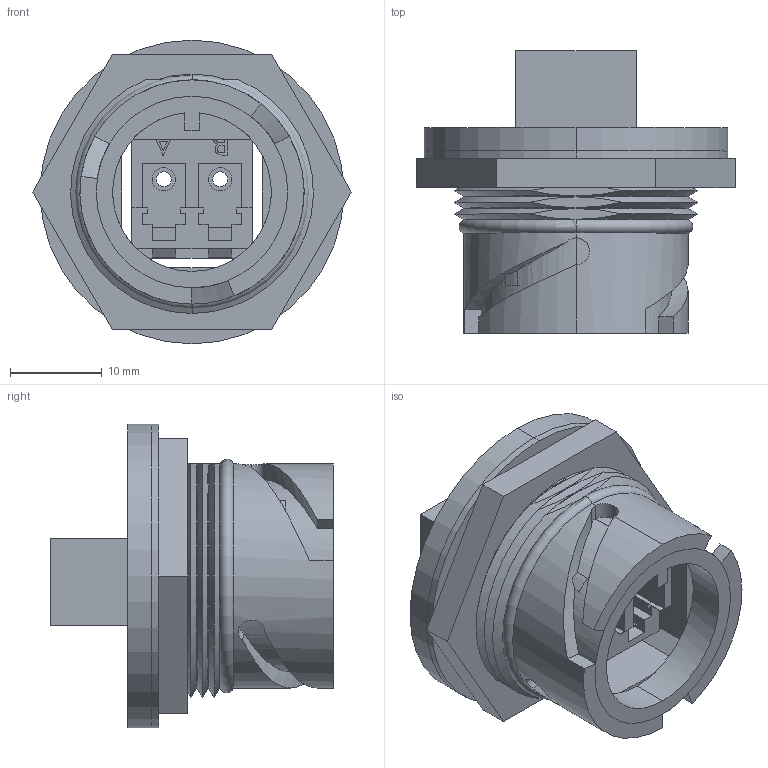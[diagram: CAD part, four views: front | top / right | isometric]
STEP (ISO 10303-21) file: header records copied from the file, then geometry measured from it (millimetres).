
FILE_DESCRIPTION (( 'STEP AP214' ), '1' );
FILE_NAME ('XLC-MM.STEP', '2007-12-03T20:16:58', ( ' ' ), ( ' ' ), 'SwSTEP 2.0', 'SolidWorks 2007', '' );
FILE_SCHEMA (( 'AUTOMOTIVE_DESIGN' ));
Length unit declared in the file: inch
Products named in the file (5): XLC-MM-MA3; XLC-MM-MA1; XLC-MM-MA2; XLC-MM; XLC-MM-MA4
Assembly tree (4 placements, depth 2):
  XLC-MM
    XLC-MM-MA1
    XLC-MM-MA4
    XLC-MM-MA3
    XLC-MM-MA2
Bounding box: 34.61 x 30.73 x 33.02 mm (x, y, z)
Volume: 3056 mm3; surface area: 10877.3 mm2
Topology: 3 solids, 5 shells, 318 faces, 858 edges, 556 vertices
Faces by surface type: plane 219, cylinder 55, cone 24, bspline 18, torus 2
Entity records: 13300 total; most frequent: CARTESIAN_POINT 2976, ORIENTED_EDGE 1712, DIRECTION 1489, EDGE_CURVE 858, VECTOR 637, LINE 637, VERTEX_POINT 556, AXIS2_PLACEMENT_3D 426
